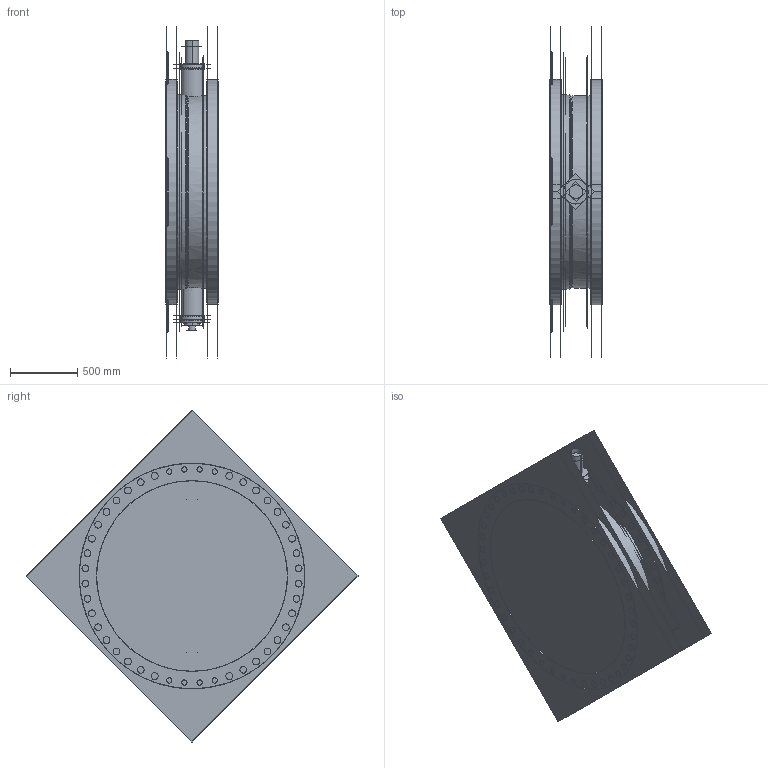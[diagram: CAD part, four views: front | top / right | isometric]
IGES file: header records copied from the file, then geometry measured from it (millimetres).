
Start section:  PTC IGES file: class_250ii_fl_x_fl-54-inch-cha_asm.igs
Global section: file name: class_250ii_fl_x_fl-54-inch-cha_asm.igs; native system: Creo Parametric by Parametric Technology Corporation; preprocessor: 2013050; author: HAPPY; organization: Unknown; date: 20161214.170203; units: inch
Bounding box: 390.81 x 2475.38 x 2475.38 mm (x, y, z)
Volume: 366761626.8 mm3; surface area: 77588110 mm2
Topology: 9 solids, 9 shells, 970 faces, 5388 edges, 7058 vertices
Faces by surface type: revolution 816, bspline 154
